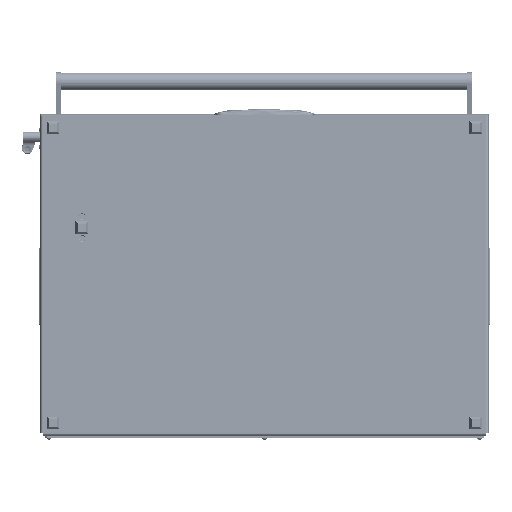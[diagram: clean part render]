
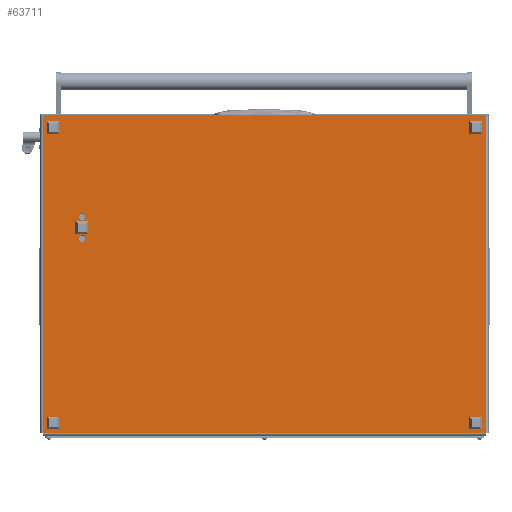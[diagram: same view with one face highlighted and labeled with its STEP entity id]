
A CAD part, front view. The second image highlights one B-rep face of the part: STEP entity #63711.
In plain terms, the highlighted face is planar.
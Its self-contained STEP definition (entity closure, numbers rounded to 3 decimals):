
#3333 = PLANE ( 'NONE',  #46047 ) ;
#3384 = VECTOR ( 'NONE', #6805, 1000. ) ;
#4276 = ORIENTED_EDGE ( 'NONE', *, *, #14121, .T. ) ;
#6805 = DIRECTION ( 'NONE',  ( 0., 1., 0. ) ) ;
#7045 = CARTESIAN_POINT ( 'NONE',  ( 154.8, 645., 0. ) ) ;
#7243 = LINE ( 'NONE', #70656, #90127 ) ;
#7885 = CARTESIAN_POINT ( 'NONE',  ( 0., 708., 0. ) ) ;
#8914 = AXIS2_PLACEMENT_3D ( 'NONE', #73248, #72425, #43012 ) ;
#9321 = VERTEX_POINT ( 'NONE', #82359 ) ;
#11529 = DIRECTION ( 'NONE',  ( -1., 0., 0. ) ) ;
#12105 = CARTESIAN_POINT ( 'NONE',  ( 506., 0., 0. ) ) ;
#12170 = EDGE_LOOP ( 'NONE', ( #67054, #88605, #4276, #31801, #22826, #40707, #79010, #51032 ) ) ;
#13316 = CARTESIAN_POINT ( 'NONE',  ( 0., 708., 0. ) ) ;
#13345 = VECTOR ( 'NONE', #67456, 1000. ) ;
#14121 = EDGE_CURVE ( 'NONE', #98028, #20833, #31450, .T. ) ;
#15665 = ORIENTED_EDGE ( 'NONE', *, *, #33933, .F. ) ;
#15673 = LINE ( 'NONE', #81638, #86862 ) ;
#15781 = VERTEX_POINT ( 'NONE', #28296 ) ;
#16397 = CARTESIAN_POINT ( 'NONE',  ( 0., 710., 0. ) ) ;
#17888 = AXIS2_PLACEMENT_3D ( 'NONE', #111614, #102513, #56468 ) ;
#18257 = CARTESIAN_POINT ( 'NONE',  ( 189.8, 645., 0. ) ) ;
#20833 = VERTEX_POINT ( 'NONE', #32666 ) ;
#20982 = EDGE_CURVE ( 'NONE', #106807, #45413, #21743, .T. ) ;
#21743 = CIRCLE ( 'NONE', #8914, 5.2 ) ;
#22826 = ORIENTED_EDGE ( 'NONE', *, *, #88774, .F. ) ;
#22873 = AXIS2_PLACEMENT_3D ( 'NONE', #35682, #45236, #54822 ) ;
#23259 = LINE ( 'NONE', #46804, #29189 ) ;
#23934 = CIRCLE ( 'NONE', #90468, 5.2 ) ;
#25255 = EDGE_CURVE ( 'NONE', #9321, #98028, #26700, .T. ) ;
#26299 = CARTESIAN_POINT ( 'NONE',  ( 0., 0., 0. ) ) ;
#26700 = LINE ( 'NONE', #68375, #54951 ) ;
#28111 = VECTOR ( 'NONE', #122260, 1000. ) ;
#28296 = CARTESIAN_POINT ( 'NONE',  ( 506., 708., 0. ) ) ;
#29189 = VECTOR ( 'NONE', #84902, 1000. ) ;
#29967 = EDGE_LOOP ( 'NONE', ( #121952, #15665 ) ) ;
#31100 = VERTEX_POINT ( 'NONE', #16397 ) ;
#31194 = VERTEX_POINT ( 'NONE', #26299 ) ;
#31450 = LINE ( 'NONE', #76881, #65684 ) ;
#31593 = LINE ( 'NONE', #92650, #3384 ) ;
#31801 = ORIENTED_EDGE ( 'NONE', *, *, #108074, .T. ) ;
#31909 = VERTEX_POINT ( 'NONE', #18257 ) ;
#32666 = CARTESIAN_POINT ( 'NONE',  ( -2., 710., 0. ) ) ;
#33933 = EDGE_CURVE ( 'NONE', #116465, #31909, #23934, .T. ) ;
#35682 = CARTESIAN_POINT ( 'NONE',  ( 195., 645., 0. ) ) ;
#40707 = ORIENTED_EDGE ( 'NONE', *, *, #60687, .F. ) ;
#43012 = DIRECTION ( 'NONE',  ( -1., 0., 0. ) ) ;
#45183 = CARTESIAN_POINT ( 'NONE',  ( -2., -2., 0. ) ) ;
#45236 = DIRECTION ( 'NONE',  ( 0., 0., -1. ) ) ;
#45413 = VERTEX_POINT ( 'NONE', #7045 ) ;
#46047 = AXIS2_PLACEMENT_3D ( 'NONE', #13316, #117343, #51454 ) ;
#46785 = CARTESIAN_POINT ( 'NONE',  ( 506., 708., 0. ) ) ;
#46804 = CARTESIAN_POINT ( 'NONE',  ( 0., 708., 0. ) ) ;
#49795 = FACE_BOUND ( 'NONE', #88108, .T. ) ;
#51032 = ORIENTED_EDGE ( 'NONE', *, *, #122795, .F. ) ;
#51454 = DIRECTION ( 'NONE',  ( -1., 0., 0. ) ) ;
#54822 = DIRECTION ( 'NONE',  ( -1., 0., 0. ) ) ;
#54951 = VECTOR ( 'NONE', #11529, 1000. ) ;
#56468 = DIRECTION ( 'NONE',  ( -1., 0., 0. ) ) ;
#57614 = DIRECTION ( 'NONE',  ( -1., 0., 0. ) ) ;
#58008 = DIRECTION ( 'NONE',  ( 0., 0., -1. ) ) ;
#58837 = EDGE_CURVE ( 'NONE', #15781, #66196, #114176, .T. ) ;
#60687 = EDGE_CURVE ( 'NONE', #15781, #93417, #23259, .T. ) ;
#63711 = ADVANCED_FACE ( 'NONE', ( #49795, #106197, #86868 ), #3333, .T. ) ;
#64902 = EDGE_CURVE ( 'NONE', #9321, #31194, #31593, .T. ) ;
#65684 = VECTOR ( 'NONE', #107078, 1000. ) ;
#66196 = VERTEX_POINT ( 'NONE', #12105 ) ;
#67054 = ORIENTED_EDGE ( 'NONE', *, *, #64902, .F. ) ;
#67456 = DIRECTION ( 'NONE',  ( 1., 0., 0. ) ) ;
#68375 = CARTESIAN_POINT ( 'NONE',  ( 0., -2., 0. ) ) ;
#70656 = CARTESIAN_POINT ( 'NONE',  ( 0., -4., 0. ) ) ;
#72425 = DIRECTION ( 'NONE',  ( 0., 0., -1. ) ) ;
#72886 = DIRECTION ( 'NONE',  ( 1., 0., 0. ) ) ;
#73248 = CARTESIAN_POINT ( 'NONE',  ( 160., 645., 0. ) ) ;
#76881 = CARTESIAN_POINT ( 'NONE',  ( -2., -4., 0. ) ) ;
#79010 = ORIENTED_EDGE ( 'NONE', *, *, #58837, .T. ) ;
#81638 = CARTESIAN_POINT ( 'NONE',  ( 0., 0., 0. ) ) ;
#82359 = CARTESIAN_POINT ( 'NONE',  ( 0., -2., 0. ) ) ;
#83595 = ORIENTED_EDGE ( 'NONE', *, *, #114440, .F. ) ;
#84064 = CIRCLE ( 'NONE', #17888, 5.2 ) ;
#84434 = LINE ( 'NONE', #115101, #13345 ) ;
#84902 = DIRECTION ( 'NONE',  ( -1., 0., 0. ) ) ;
#86545 = CARTESIAN_POINT ( 'NONE',  ( 195., 645., 0. ) ) ;
#86862 = VECTOR ( 'NONE', #72886, 1000. ) ;
#86868 = FACE_OUTER_BOUND ( 'NONE', #12170, .T. ) ;
#88108 = EDGE_LOOP ( 'NONE', ( #83595, #115033 ) ) ;
#88605 = ORIENTED_EDGE ( 'NONE', *, *, #25255, .T. ) ;
#88774 = EDGE_CURVE ( 'NONE', #93417, #31100, #7243, .T. ) ;
#90127 = VECTOR ( 'NONE', #117482, 1000. ) ;
#90468 = AXIS2_PLACEMENT_3D ( 'NONE', #86545, #58008, #57614 ) ;
#91588 = CARTESIAN_POINT ( 'NONE',  ( 165.2, 645., 0. ) ) ;
#92650 = CARTESIAN_POINT ( 'NONE',  ( 0., -4., 0. ) ) ;
#93376 = EDGE_CURVE ( 'NONE', #31909, #116465, #113598, .T. ) ;
#93417 = VERTEX_POINT ( 'NONE', #7885 ) ;
#98028 = VERTEX_POINT ( 'NONE', #45183 ) ;
#102368 = CARTESIAN_POINT ( 'NONE',  ( 200.2, 645., 0. ) ) ;
#102513 = DIRECTION ( 'NONE',  ( 0., 0., -1. ) ) ;
#106197 = FACE_BOUND ( 'NONE', #29967, .T. ) ;
#106807 = VERTEX_POINT ( 'NONE', #91588 ) ;
#107078 = DIRECTION ( 'NONE',  ( 0., 1., 0. ) ) ;
#108074 = EDGE_CURVE ( 'NONE', #20833, #31100, #84434, .T. ) ;
#111614 = CARTESIAN_POINT ( 'NONE',  ( 160., 645., 0. ) ) ;
#113598 = CIRCLE ( 'NONE', #22873, 5.2 ) ;
#114176 = LINE ( 'NONE', #46785, #28111 ) ;
#114440 = EDGE_CURVE ( 'NONE', #45413, #106807, #84064, .T. ) ;
#115033 = ORIENTED_EDGE ( 'NONE', *, *, #20982, .F. ) ;
#115101 = CARTESIAN_POINT ( 'NONE',  ( 0., 710., 0. ) ) ;
#116465 = VERTEX_POINT ( 'NONE', #102368 ) ;
#117343 = DIRECTION ( 'NONE',  ( 0., 0., -1. ) ) ;
#117482 = DIRECTION ( 'NONE',  ( 0., 1., 0. ) ) ;
#121952 = ORIENTED_EDGE ( 'NONE', *, *, #93376, .F. ) ;
#122260 = DIRECTION ( 'NONE',  ( 0., -1., 0. ) ) ;
#122795 = EDGE_CURVE ( 'NONE', #31194, #66196, #15673, .T. ) ;
